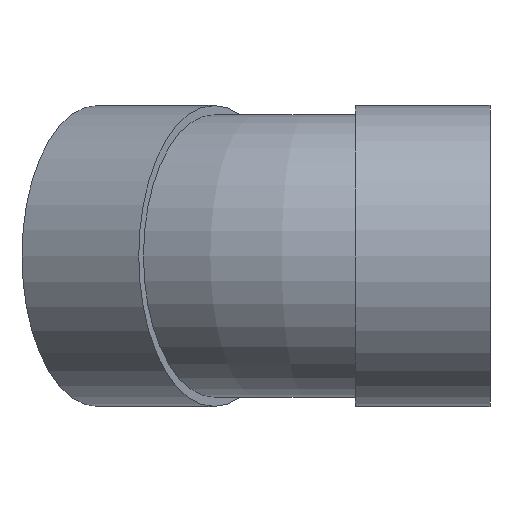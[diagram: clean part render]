
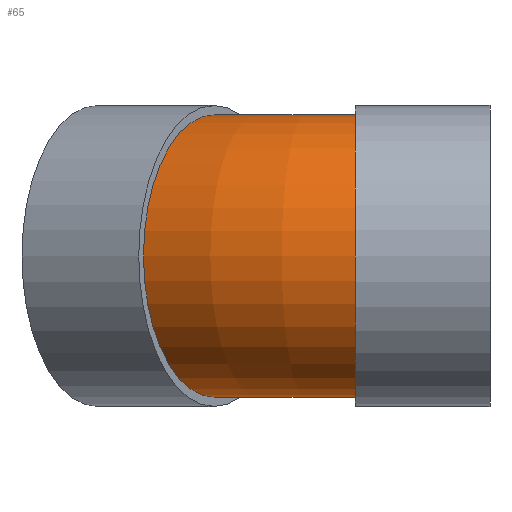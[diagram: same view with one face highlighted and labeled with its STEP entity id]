
A CAD part, left-side view. The second image highlights one B-rep face of the part: STEP entity #65.
In plain terms, the highlighted toroidal (fillet/blend) face has major radius 90 mm and minor radius 45 mm.
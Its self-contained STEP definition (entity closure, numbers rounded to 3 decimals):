
#65 = ADVANCED_FACE( '', ( #126, #127 ), #128, .T. );
#126 = FACE_OUTER_BOUND( '', #188, .T. );
#127 = FACE_OUTER_BOUND( '', #189, .T. );
#128 = TOROIDAL_SURFACE( '', #190, 90., 45. );
#188 = EDGE_LOOP( '', ( #244 ) );
#189 = EDGE_LOOP( '', ( #245 ) );
#190 = AXIS2_PLACEMENT_3D( '', #246, #247, #248 );
#244 = ORIENTED_EDGE( '', *, *, #308, .T. );
#245 = ORIENTED_EDGE( '', *, *, #309, .F. );
#246 = CARTESIAN_POINT( '', ( 90., 43., 0. ) );
#247 = DIRECTION( '', ( 0., 0., -1. ) );
#248 = DIRECTION( '', ( -1., 0., 0. ) );
#308 = EDGE_CURVE( '', #338, #338, #339, .T. );
#309 = EDGE_CURVE( '', #340, #340, #341, .T. );
#338 = VERTEX_POINT( '', #374 );
#339 = CIRCLE( '', #375, 45. );
#340 = VERTEX_POINT( '', #376 );
#341 = CIRCLE( '', #377, 45. );
#374 = CARTESIAN_POINT( '', ( 45., 43., 0. ) );
#375 = AXIS2_PLACEMENT_3D( '', #412, #413, #414 );
#376 = CARTESIAN_POINT( '', ( 51.029, 65.5, 0. ) );
#377 = AXIS2_PLACEMENT_3D( '', #415, #416, #417 );
#412 = CARTESIAN_POINT( '', ( 0., 43., 0. ) );
#413 = DIRECTION( '', ( 0., 1., 0. ) );
#414 = DIRECTION( '', ( 1., 0., 0. ) );
#415 = CARTESIAN_POINT( '', ( 12.058, 88., 0. ) );
#416 = DIRECTION( '', ( 0.5, 0.866, 0. ) );
#417 = DIRECTION( '', ( 0.866, -0.5, 0. ) );
